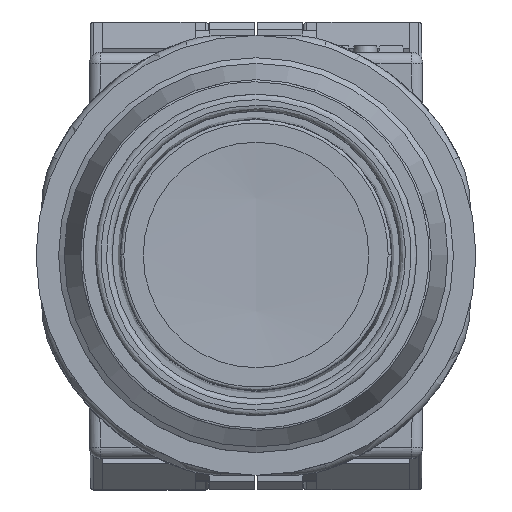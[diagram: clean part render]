
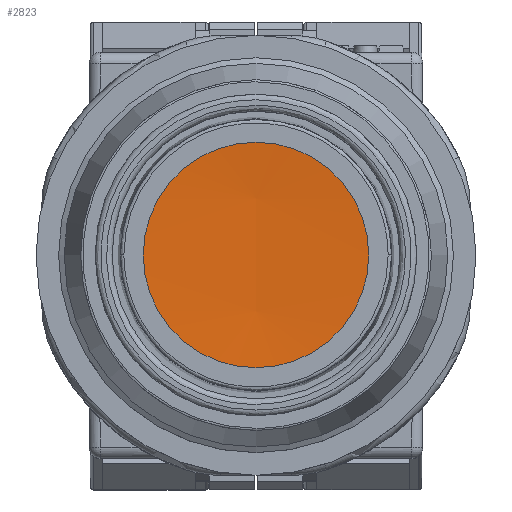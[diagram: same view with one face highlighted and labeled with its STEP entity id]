
A CAD part, top view. The second image highlights one B-rep face of the part: STEP entity #2823.
In plain terms, the highlighted spherical face has radius 125 mm.
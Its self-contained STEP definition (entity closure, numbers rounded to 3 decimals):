
#1991 = CARTESIAN_POINT ( 'NONE',  ( 0., 0., 163.1 ) ) ;
#2823 = ADVANCED_FACE ( 'NONE', ( #13033 ), #11941, .F. ) ;
#3003 = EDGE_CURVE ( 'NONE', #8214, #8214, #12581, .T. ) ;
#4459 = AXIS2_PLACEMENT_3D ( 'NONE', #5016, #9438, #13873 ) ;
#5016 = CARTESIAN_POINT ( 'NONE',  ( 0., 0., 38.5 ) ) ;
#6405 = DIRECTION ( 'NONE',  ( -1., 0., 0. ) ) ;
#6767 = AXIS2_PLACEMENT_3D ( 'NONE', #1991, #6405, #10848 ) ;
#7402 = ORIENTED_EDGE ( 'NONE', *, *, #3003, .T. ) ;
#8214 = VERTEX_POINT ( 'NONE', #12655 ) ;
#9438 = DIRECTION ( 'NONE',  ( 0., 0., 1. ) ) ;
#10471 = EDGE_LOOP ( 'NONE', ( #7402 ) ) ;
#10848 = DIRECTION ( 'NONE',  ( 0., 1., 0. ) ) ;
#11941 = SPHERICAL_SURFACE ( 'NONE', #6767, 125. ) ;
#12581 = CIRCLE ( 'NONE', #4459, 9.992 ) ;
#12655 = CARTESIAN_POINT ( 'NONE',  ( 9.992, 0., 38.5 ) ) ;
#13033 = FACE_OUTER_BOUND ( 'NONE', #10471, .T. ) ;
#13873 = DIRECTION ( 'NONE',  ( 1., 0., 0. ) ) ;
